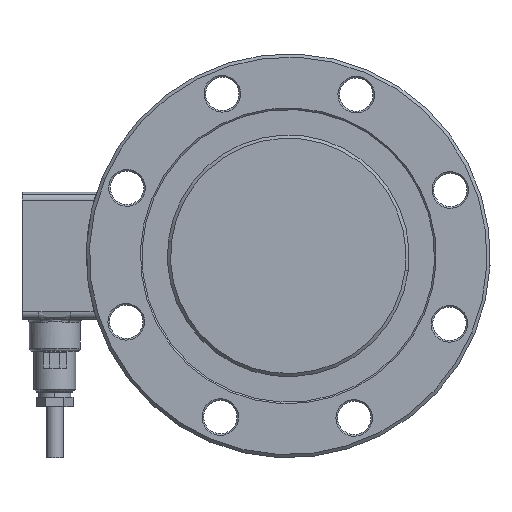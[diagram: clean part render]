
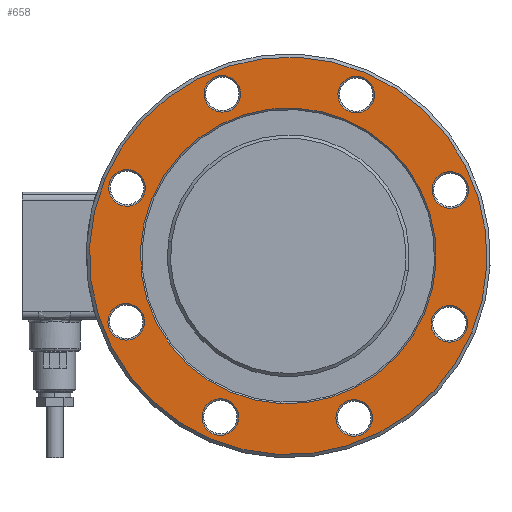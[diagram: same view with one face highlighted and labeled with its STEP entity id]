
A CAD part, left-side view. The second image highlights one B-rep face of the part: STEP entity #658.
In plain terms, the highlighted face is planar.
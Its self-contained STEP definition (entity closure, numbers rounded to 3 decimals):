
#658=ADVANCED_FACE('5:870',(#1309,#1310,#1311,#1312,#1313,#1314,#1315,#1316,#1317,#1318),#1319,.T.);
#1309=FACE_BOUND('',#2101,.T.);
#1310=FACE_BOUND('',#2102,.T.);
#1311=FACE_BOUND('',#2103,.T.);
#1312=FACE_BOUND('',#2104,.T.);
#1313=FACE_OUTER_BOUND('',#2105,.T.);
#1314=FACE_BOUND('',#2106,.T.);
#1315=FACE_BOUND('',#2107,.T.);
#1316=FACE_BOUND('',#2108,.T.);
#1317=FACE_BOUND('',#2109,.T.);
#1318=FACE_BOUND('',#2110,.T.);
#1319=PLANE('',#2111);
#2101=EDGE_LOOP('',(#3521,#3522));
#2102=EDGE_LOOP('',(#3523,#3524));
#2103=EDGE_LOOP('',(#3525,#3526));
#2104=EDGE_LOOP('',(#3527,#3528));
#2105=EDGE_LOOP('',(#3529,#3530));
#2106=EDGE_LOOP('',(#3531,#3532));
#2107=EDGE_LOOP('',(#3533,#3534));
#2108=EDGE_LOOP('',(#3535,#3536));
#2109=EDGE_LOOP('',(#3537,#3538));
#2110=EDGE_LOOP('',(#3539,#3540));
#2111=AXIS2_PLACEMENT_3D('',#3541,#3542,#3543);
#3521=ORIENTED_EDGE('',*,*,#4959,.F.);
#3522=ORIENTED_EDGE('',*,*,#4960,.F.);
#3523=ORIENTED_EDGE('',*,*,#4961,.F.);
#3524=ORIENTED_EDGE('',*,*,#4962,.F.);
#3525=ORIENTED_EDGE('',*,*,#4963,.F.);
#3526=ORIENTED_EDGE('',*,*,#4964,.F.);
#3527=ORIENTED_EDGE('',*,*,#4687,.F.);
#3528=ORIENTED_EDGE('',*,*,#4612,.F.);
#3529=ORIENTED_EDGE('',*,*,#4965,.F.);
#3530=ORIENTED_EDGE('',*,*,#4966,.F.);
#3531=ORIENTED_EDGE('',*,*,#4967,.T.);
#3532=ORIENTED_EDGE('',*,*,#4968,.T.);
#3533=ORIENTED_EDGE('',*,*,#4969,.F.);
#3534=ORIENTED_EDGE('',*,*,#4970,.F.);
#3535=ORIENTED_EDGE('',*,*,#4810,.F.);
#3536=ORIENTED_EDGE('',*,*,#4728,.F.);
#3537=ORIENTED_EDGE('',*,*,#4971,.F.);
#3538=ORIENTED_EDGE('',*,*,#4650,.F.);
#3539=ORIENTED_EDGE('',*,*,#4845,.F.);
#3540=ORIENTED_EDGE('',*,*,#4640,.F.);
#3541=CARTESIAN_POINT('',(107.866,156.909,0.0));
#3542=DIRECTION('',(1.0,0.0,0.0));
#3543=DIRECTION('',(0.0,-1.0,0.0));
#4612=EDGE_CURVE('',#5452,#5454,#5455,.T.);
#4640=EDGE_CURVE('',#5496,#5498,#5499,.T.);
#4650=EDGE_CURVE('',#5513,#5515,#5516,.T.);
#4687=EDGE_CURVE('5:1005',#5454,#5452,#5571,.T.);
#4728=EDGE_CURVE('',#5631,#5633,#5634,.T.);
#4810=EDGE_CURVE('5:1017',#5633,#5631,#5763,.T.);
#4845=EDGE_CURVE('5:990',#5498,#5496,#5818,.T.);
#4959=EDGE_CURVE('5:996',#5986,#5987,#5988,.T.);
#4960=EDGE_CURVE('',#5987,#5986,#5989,.T.);
#4961=EDGE_CURVE('5:999',#5990,#5991,#5992,.T.);
#4962=EDGE_CURVE('',#5991,#5990,#5993,.T.);
#4963=EDGE_CURVE('5:1002',#5994,#5995,#5996,.T.);
#4964=EDGE_CURVE('',#5995,#5994,#5997,.T.);
#4965=EDGE_CURVE('5:1008',#5998,#5999,#6000,.T.);
#4966=EDGE_CURVE('',#5999,#5998,#6001,.T.);
#4967=EDGE_CURVE('5:1011',#6002,#6003,#6004,.T.);
#4968=EDGE_CURVE('',#6003,#6002,#6005,.T.);
#4969=EDGE_CURVE('5:1014',#6006,#6007,#6008,.T.);
#4970=EDGE_CURVE('',#6007,#6006,#6009,.T.);
#4971=EDGE_CURVE('5:1020',#5515,#5513,#6010,.T.);
#5452=VERTEX_POINT('',#6615);
#5454=VERTEX_POINT('',#6618);
#5455=CIRCLE('',#6619,5.75);
#5496=VERTEX_POINT('',#6669);
#5498=VERTEX_POINT('',#6672);
#5499=CIRCLE('',#6673,5.75);
#5513=VERTEX_POINT('',#6690);
#5515=VERTEX_POINT('',#6693);
#5516=CIRCLE('',#6694,5.75);
#5571=CIRCLE('',#6798,5.75);
#5631=VERTEX_POINT('',#6871);
#5633=VERTEX_POINT('',#6874);
#5634=CIRCLE('',#6875,5.75);
#5763=CIRCLE('',#7028,5.75);
#5818=CIRCLE('',#7095,5.75);
#5986=VERTEX_POINT('',#7359);
#5987=VERTEX_POINT('',#7360);
#5988=CIRCLE('',#7361,5.75);
#5989=CIRCLE('',#7362,5.75);
#5990=VERTEX_POINT('',#7363);
#5991=VERTEX_POINT('',#7364);
#5992=CIRCLE('',#7365,5.75);
#5993=CIRCLE('',#7366,5.75);
#5994=VERTEX_POINT('',#7367);
#5995=VERTEX_POINT('',#7368);
#5996=CIRCLE('',#7369,5.75);
#5997=CIRCLE('',#7370,5.75);
#5998=VERTEX_POINT('',#7371);
#5999=VERTEX_POINT('',#7372);
#6000=CIRCLE('',#7373,62.5);
#6001=CIRCLE('',#7374,62.5);
#6002=VERTEX_POINT('',#7375);
#6003=VERTEX_POINT('',#7376);
#6004=CIRCLE('',#7377,46.5);
#6005=CIRCLE('',#7378,46.5);
#6006=VERTEX_POINT('',#7379);
#6007=VERTEX_POINT('',#7380);
#6008=CIRCLE('',#7381,5.75);
#6009=CIRCLE('',#7382,5.75);
#6010=CIRCLE('',#7383,5.75);
#6615=CARTESIAN_POINT('',(107.866,59.453,42.957));
#6618=CARTESIAN_POINT('',(107.866,67.584,34.825));
#6619=AXIS2_PLACEMENT_3D('',#8054,#8055,#8056);
#6669=CARTESIAN_POINT('',(107.866,145.366,-42.957));
#6672=CARTESIAN_POINT('',(107.866,137.234,-34.825));
#6673=AXIS2_PLACEMENT_3D('',#8097,#8098,#8099);
#6690=CARTESIAN_POINT('',(107.866,59.453,-42.957));
#6693=CARTESIAN_POINT('',(107.866,67.584,-34.825));
#6694=AXIS2_PLACEMENT_3D('',#8113,#8114,#8115);
#6798=AXIS2_PLACEMENT_3D('',#8170,#8171,#8172);
#6871=CARTESIAN_POINT('',(107.866,163.159,0.));
#6874=CARTESIAN_POINT('',(107.866,151.659,0.));
#6875=AXIS2_PLACEMENT_3D('',#8232,#8233,#8234);
#7028=AXIS2_PLACEMENT_3D('',#8386,#8387,#8388);
#7095=AXIS2_PLACEMENT_3D('',#8440,#8441,#8442);
#7359=CARTESIAN_POINT('',(107.866,102.409,-49.25));
#7360=CARTESIAN_POINT('',(107.866,102.409,-60.75));
#7361=AXIS2_PLACEMENT_3D('',#8598,#8599,#8600);
#7362=AXIS2_PLACEMENT_3D('',#8601,#8602,#8603);
#7363=CARTESIAN_POINT('',(107.866,53.159,0.));
#7364=CARTESIAN_POINT('',(107.866,41.659,0.));
#7365=AXIS2_PLACEMENT_3D('',#8604,#8605,#8606);
#7366=AXIS2_PLACEMENT_3D('',#8607,#8608,#8609);
#7367=CARTESIAN_POINT('',(107.866,137.234,34.825));
#7368=CARTESIAN_POINT('',(107.866,145.366,42.957));
#7369=AXIS2_PLACEMENT_3D('',#8610,#8611,#8612);
#7370=AXIS2_PLACEMENT_3D('',#8613,#8614,#8615);
#7371=CARTESIAN_POINT('',(107.866,164.909,0.0));
#7372=CARTESIAN_POINT('',(107.866,39.909,0.));
#7373=AXIS2_PLACEMENT_3D('',#8616,#8617,#8618);
#7374=AXIS2_PLACEMENT_3D('',#8619,#8620,#8621);
#7375=CARTESIAN_POINT('',(107.866,148.909,0.0));
#7376=CARTESIAN_POINT('',(107.866,55.909,0.));
#7377=AXIS2_PLACEMENT_3D('',#8622,#8623,#8624);
#7378=AXIS2_PLACEMENT_3D('',#8625,#8626,#8627);
#7379=CARTESIAN_POINT('',(107.866,102.409,49.25));
#7380=CARTESIAN_POINT('',(107.866,102.409,60.75));
#7381=AXIS2_PLACEMENT_3D('',#8628,#8629,#8630);
#7382=AXIS2_PLACEMENT_3D('',#8631,#8632,#8633);
#7383=AXIS2_PLACEMENT_3D('',#8634,#8635,#8636);
#8054=CARTESIAN_POINT('',(107.866,63.518,38.891));
#8055=DIRECTION('',(1.0,0.0,0.0));
#8056=DIRECTION('',(0.0,-0.707,0.707));
#8097=CARTESIAN_POINT('',(107.866,141.3,-38.891));
#8098=DIRECTION('',(1.0,0.0,0.0));
#8099=DIRECTION('',(0.0,0.707,-0.707));
#8113=CARTESIAN_POINT('',(107.866,63.518,-38.891));
#8114=DIRECTION('',(1.0,0.0,0.0));
#8115=DIRECTION('',(0.0,-0.707,-0.707));
#8170=CARTESIAN_POINT('',(107.866,63.518,38.891));
#8171=DIRECTION('',(1.0,0.0,0.0));
#8172=DIRECTION('',(0.0,-0.707,0.707));
#8232=CARTESIAN_POINT('',(107.866,157.409,0.));
#8233=DIRECTION('',(1.0,0.0,0.0));
#8234=DIRECTION('',(0.0,1.0,0.0));
#8386=CARTESIAN_POINT('',(107.866,157.409,0.));
#8387=DIRECTION('',(1.0,0.0,0.0));
#8388=DIRECTION('',(0.0,1.0,0.0));
#8440=CARTESIAN_POINT('',(107.866,141.3,-38.891));
#8441=DIRECTION('',(1.0,0.0,0.0));
#8442=DIRECTION('',(0.0,0.707,-0.707));
#8598=CARTESIAN_POINT('',(107.866,102.409,-55.0));
#8599=DIRECTION('',(1.0,0.0,0.0));
#8600=DIRECTION('',(0.0,0.0,-1.0));
#8601=CARTESIAN_POINT('',(107.866,102.409,-55.0));
#8602=DIRECTION('',(1.0,0.0,0.0));
#8603=DIRECTION('',(0.0,0.0,-1.0));
#8604=CARTESIAN_POINT('',(107.866,47.409,0.));
#8605=DIRECTION('',(1.0,0.0,0.0));
#8606=DIRECTION('',(0.0,-1.0,0.));
#8607=CARTESIAN_POINT('',(107.866,47.409,0.));
#8608=DIRECTION('',(1.0,0.0,0.0));
#8609=DIRECTION('',(0.0,-1.0,0.));
#8610=CARTESIAN_POINT('',(107.866,141.3,38.891));
#8611=DIRECTION('',(1.0,0.0,-0.0));
#8612=DIRECTION('',(0.0,0.707,0.707));
#8613=CARTESIAN_POINT('',(107.866,141.3,38.891));
#8614=DIRECTION('',(1.0,0.0,-0.0));
#8615=DIRECTION('',(0.0,0.707,0.707));
#8616=CARTESIAN_POINT('',(107.866,102.409,0.0));
#8617=DIRECTION('',(-1.0,0.0,0.0));
#8618=DIRECTION('',(0.0,1.0,0.0));
#8619=CARTESIAN_POINT('',(107.866,102.409,0.0));
#8620=DIRECTION('',(-1.0,0.0,0.0));
#8621=DIRECTION('',(0.0,1.0,0.0));
#8622=CARTESIAN_POINT('',(107.866,102.409,0.0));
#8623=DIRECTION('',(-1.0,0.0,0.0));
#8624=DIRECTION('',(0.0,1.0,0.0));
#8625=CARTESIAN_POINT('',(107.866,102.409,0.0));
#8626=DIRECTION('',(-1.0,0.0,0.0));
#8627=DIRECTION('',(0.0,1.0,0.0));
#8628=CARTESIAN_POINT('',(107.866,102.409,55.));
#8629=DIRECTION('',(1.0,0.0,-0.0));
#8630=DIRECTION('',(0.0,0.0,1.0));
#8631=CARTESIAN_POINT('',(107.866,102.409,55.));
#8632=DIRECTION('',(1.0,0.0,-0.0));
#8633=DIRECTION('',(0.0,0.0,1.0));
#8634=CARTESIAN_POINT('',(107.866,63.518,-38.891));
#8635=DIRECTION('',(1.0,0.0,0.0));
#8636=DIRECTION('',(0.0,-0.707,-0.707));
